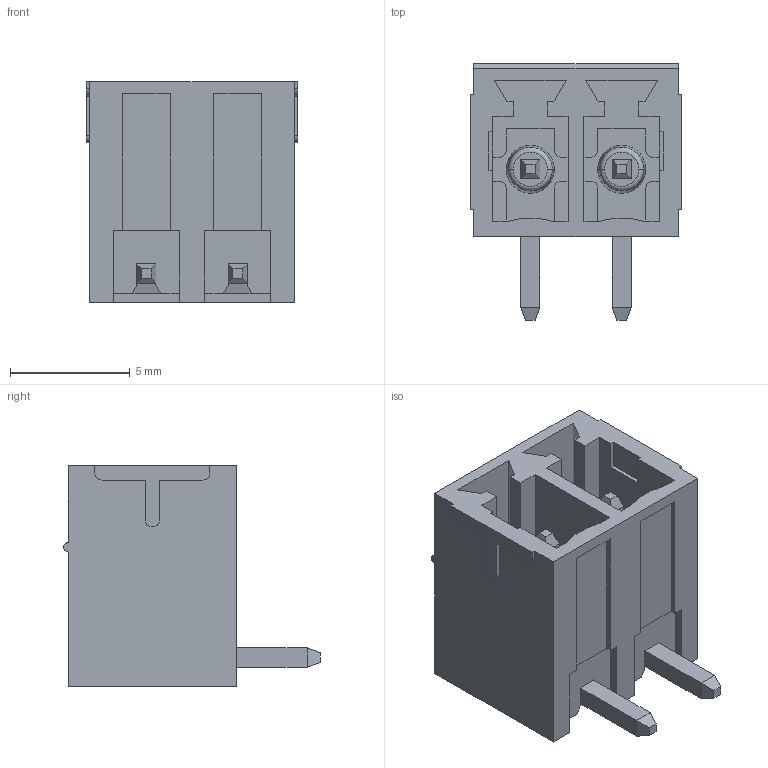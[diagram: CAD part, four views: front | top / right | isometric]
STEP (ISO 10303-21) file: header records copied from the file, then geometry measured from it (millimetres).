
FILE_DESCRIPTION (( 'STEP AP214' ), '1' );
FILE_NAME ('OQ0232510000G.STEP', '2021-02-11T15:16:28', ( '' ), ( '' ), 'SwSTEP 2.0', 'SolidWorks 2017', '' );
FILE_SCHEMA (( 'AUTOMOTIVE_DESIGN' ));
Length unit declared in the file: millimetre
Products named in the file (1): OQ0232510000G
Bounding box: 8.81 x 10.7 x 9.2 mm (x, y, z)
Volume: 296.5 mm3; surface area: 890.2 mm2
Topology: 3 solids, 3 shells, 188 faces, 516 edges, 336 vertices
Faces by surface type: plane 159, cylinder 21, torus 4, cone 4
Entity records: 5926 total; most frequent: CARTESIAN_POINT 1041, ORIENTED_EDGE 1032, DIRECTION 952, EDGE_CURVE 516, LINE 458, VECTOR 458, VERTEX_POINT 336, AXIS2_PLACEMENT_3D 247
